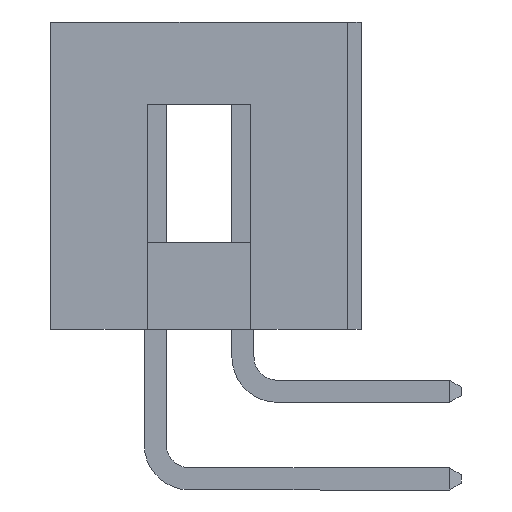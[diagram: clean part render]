
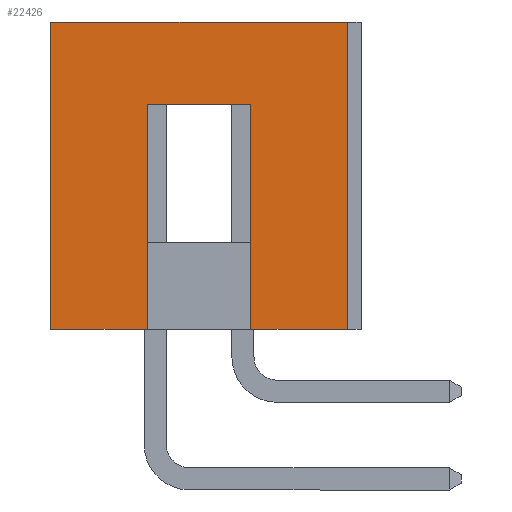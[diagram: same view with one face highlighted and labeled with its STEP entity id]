
A CAD part, left-side view. The second image highlights one B-rep face of the part: STEP entity #22426.
In plain terms, the highlighted planar face has unit normal (-1, 0, 0).
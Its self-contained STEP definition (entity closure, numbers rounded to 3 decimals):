
#223 = ORIENTED_EDGE ( 'NONE', *, *, #6026, .T. ) ;
#429 = EDGE_CURVE ( 'NONE', #10846, #28705, #23900, .T. ) ;
#473 = CARTESIAN_POINT ( 'NONE',  ( 0., 8.6, 8.9 ) ) ;
#1121 = LINE ( 'NONE', #7291, #27544 ) ;
#1412 = DIRECTION ( 'NONE',  ( 0., 1., 0. ) ) ;
#1483 = CARTESIAN_POINT ( 'NONE',  ( 0., 0., 8.9 ) ) ;
#1502 = DIRECTION ( 'NONE',  ( 0., 1., 0. ) ) ;
#2259 = DIRECTION ( 'NONE',  ( 0., 1., 0. ) ) ;
#2552 = LINE ( 'NONE', #6658, #21335 ) ;
#3619 = VERTEX_POINT ( 'NONE', #473 ) ;
#4297 = VECTOR ( 'NONE', #5273, 1000. ) ;
#5273 = DIRECTION ( 'NONE',  ( 0., 0., -1. ) ) ;
#5405 = ORIENTED_EDGE ( 'NONE', *, *, #11367, .F. ) ;
#5586 = EDGE_CURVE ( 'NONE', #28705, #25623, #28584, .T. ) ;
#5625 = VECTOR ( 'NONE', #10635, 1000. ) ;
#5706 = VECTOR ( 'NONE', #31388, 1000. ) ;
#6026 = EDGE_CURVE ( 'NONE', #3619, #25623, #12519, .T. ) ;
#6278 = CARTESIAN_POINT ( 'NONE',  ( 0., 0., 8.9 ) ) ;
#6605 = VECTOR ( 'NONE', #15113, 1000. ) ;
#6643 = DIRECTION ( 'NONE',  ( -1., 0., 0. ) ) ;
#6658 = CARTESIAN_POINT ( 'NONE',  ( 0., 0., 0. ) ) ;
#6811 = VERTEX_POINT ( 'NONE', #6278 ) ;
#7291 = CARTESIAN_POINT ( 'NONE',  ( 0., 0., 8.9 ) ) ;
#10237 = ORIENTED_EDGE ( 'NONE', *, *, #5586, .F. ) ;
#10635 = DIRECTION ( 'NONE',  ( 0., 0., -1. ) ) ;
#10846 = VERTEX_POINT ( 'NONE', #14144 ) ;
#11367 = EDGE_CURVE ( 'NONE', #15484, #10846, #14219, .T. ) ;
#11809 = EDGE_CURVE ( 'NONE', #19239, #16349, #2552, .T. ) ;
#11905 = CARTESIAN_POINT ( 'NONE',  ( 0., 2.8, 6.5 ) ) ;
#12519 = LINE ( 'NONE', #25987, #5706 ) ;
#12613 = EDGE_CURVE ( 'NONE', #6811, #19239, #26008, .T. ) ;
#13528 = EDGE_CURVE ( 'NONE', #15484, #16349, #18040, .T. ) ;
#14144 = CARTESIAN_POINT ( 'NONE',  ( 0., 5.8, 6.5 ) ) ;
#14219 = LINE ( 'NONE', #17555, #6605 ) ;
#15113 = DIRECTION ( 'NONE',  ( 0., 1., 0. ) ) ;
#15344 = CARTESIAN_POINT ( 'NONE',  ( 0., 2.8, 0. ) ) ;
#15484 = VERTEX_POINT ( 'NONE', #11905 ) ;
#16204 = CARTESIAN_POINT ( 'NONE',  ( 0., 0., 0. ) ) ;
#16349 = VERTEX_POINT ( 'NONE', #15344 ) ;
#17297 = DIRECTION ( 'NONE',  ( 0., 0., -1. ) ) ;
#17555 = CARTESIAN_POINT ( 'NONE',  ( 0., 2.8, 6.5 ) ) ;
#17558 = ORIENTED_EDGE ( 'NONE', *, *, #12613, .F. ) ;
#17817 = EDGE_LOOP ( 'NONE', ( #25157, #25860, #17558, #22374, #223, #10237, #19580, #5405 ) ) ;
#18040 = LINE ( 'NONE', #32573, #31630 ) ;
#19239 = VERTEX_POINT ( 'NONE', #16204 ) ;
#19580 = ORIENTED_EDGE ( 'NONE', *, *, #429, .F. ) ;
#20584 = CARTESIAN_POINT ( 'NONE',  ( 0., 5.8, 6.5 ) ) ;
#21335 = VECTOR ( 'NONE', #1502, 1000. ) ;
#21761 = VECTOR ( 'NONE', #1412, 1000. ) ;
#21963 = PLANE ( 'NONE',  #28128 ) ;
#22374 = ORIENTED_EDGE ( 'NONE', *, *, #26141, .T. ) ;
#22426 = ADVANCED_FACE ( 'NONE', ( #23149 ), #21963, .T. ) ;
#23149 = FACE_OUTER_BOUND ( 'NONE', #17817, .T. ) ;
#23367 = CARTESIAN_POINT ( 'NONE',  ( 0., 0., 8.9 ) ) ;
#23900 = LINE ( 'NONE', #20584, #4297 ) ;
#24520 = DIRECTION ( 'NONE',  ( 0., 0., 1. ) ) ;
#25157 = ORIENTED_EDGE ( 'NONE', *, *, #13528, .T. ) ;
#25623 = VERTEX_POINT ( 'NONE', #33117 ) ;
#25860 = ORIENTED_EDGE ( 'NONE', *, *, #11809, .F. ) ;
#25987 = CARTESIAN_POINT ( 'NONE',  ( 0., 8.6, 8.9 ) ) ;
#26008 = LINE ( 'NONE', #23367, #5625 ) ;
#26141 = EDGE_CURVE ( 'NONE', #6811, #3619, #1121, .T. ) ;
#27544 = VECTOR ( 'NONE', #2259, 1000. ) ;
#28128 = AXIS2_PLACEMENT_3D ( 'NONE', #1483, #6643, #24520 ) ;
#28584 = LINE ( 'NONE', #32072, #21761 ) ;
#28705 = VERTEX_POINT ( 'NONE', #29854 ) ;
#29854 = CARTESIAN_POINT ( 'NONE',  ( 0., 5.8, 0. ) ) ;
#31388 = DIRECTION ( 'NONE',  ( 0., 0., -1. ) ) ;
#31630 = VECTOR ( 'NONE', #17297, 1000. ) ;
#32072 = CARTESIAN_POINT ( 'NONE',  ( 0., 0., 0. ) ) ;
#32573 = CARTESIAN_POINT ( 'NONE',  ( 0., 2.8, 6.5 ) ) ;
#33117 = CARTESIAN_POINT ( 'NONE',  ( 0., 8.6, 0. ) ) ;
